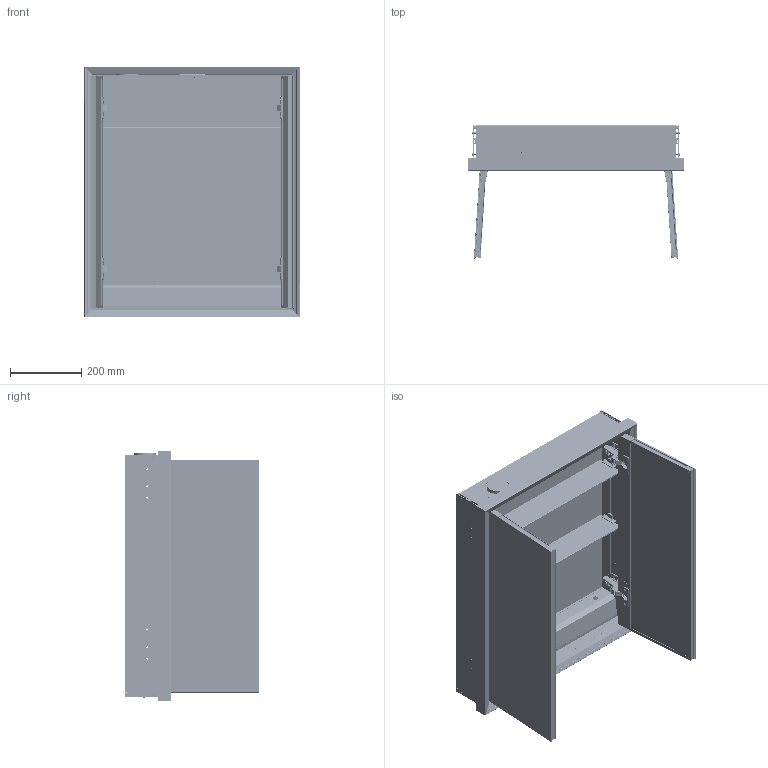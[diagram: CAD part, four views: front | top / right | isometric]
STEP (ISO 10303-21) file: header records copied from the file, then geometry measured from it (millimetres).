
FILE_DESCRIPTION((''),'2;1');
FILE_NAME('C18000200JTP_ASM_ASM','2025-07-25T18:21:40',('DRY1220'),(''),'CREO PARAMETRIC BY PTC INC, 2018400','CREO PARAMETRIC BY PTC INC, 2018400','');
FILE_SCHEMA(('CONFIG_CONTROL_DESIGN'));
Products named in the file (61): JTP-CS3-6060-01_4; JTP-CS3-6060-02_4; JTP-CS3-6060-03_4; JTP-CS3-6060-04_4; 2S0703A0010_4; 2P0004A0021_4; JTP-ZWBL-6060-01_4; FF-BOLIJIA-01__4; FF-BOLIJIA-02__4; FF-M4X8__4; FF-FANGXINGLUOMU__4; FF-YIZISULIAOLUOSI__4; JTP-ZWBL-6060_ASM_4_ASM; JTP-CS3-6060-09_4; JTP-CS3-6060_ASM_4_ASM; JTP--6060-L00_4; PC-606-0001_4; JTP--6060-000_4-65467; JTP--6060-R00_4; JTP--6060-000_4-69658; 00_4; PC-6060-0001_4; JTP--606000_ASM_4_ASM; _6060-0001_4; _6060-0002_4; JTP-B04-6060-01_4; JTP-B04-6060-02_4; 2S0003A0028_4; 2S0003A0030_4; 2S0003A0023_4; 2E0004C0009_4; 2E0024C0003_4; JTP-B04-6060_ASM_4_ASM; G-02_0_4; JIAOLIANJIZUO__0_4; G-04_0_4; G-03_0_4; G-05_0_4; 0002_4; _AF00001_ASM_4_ASM ...
Assembly tree (121 placements, depth 5):
  C18000200JTP_ASM_ASM
    C18000200JTP_ASM_4_ASM
      JTP-CS3-6060_ASM_4_ASM
        JTP-CS3-6060-01_4
        JTP-CS3-6060-02_4
        JTP-CS3-6060-03_4
        JTP-CS3-6060-04_4
        2S0703A0010_4  x8
        2P0004A0021_4  x4
        JTP-ZWBL-6060_ASM_4_ASM  x2
          JTP-ZWBL-6060-01_4
          FF-BOLIJIA-01__4
          FF-BOLIJIA-02__4
          FF-M4X8__4
          FF-FANGXINGLUOMU__4
          FF-YIZISULIAOLUOSI__4
        JTP-CS3-6060-09_4
      JTP--606000_ASM_4_ASM
        JTP--6060-L00_4
        PC-606-0001_4  x2
        JTP--6060-000_4-65467
        JTP--6060-R00_4
        JTP--6060-000_4-69658
        00_4  x4
        PC-6060-0001_4  x2
      _6060-0001_4  x2
      _6060-0002_4  x2
      JTP-B04-6060_ASM_4_ASM
        JTP-B04-6060-01_4
        JTP-B04-6060-02_4
        2S0003A0028_4  x2
        2S0003A0030_4  x3
        2S0003A0023_4  x2
        2E0004C0009_4
        2E0024C0003_4
      _AF00001_ASM_4_ASM
        G-02_0_4
        JIAOLIANJIZUO__0_4
        G-04_0_4
        G-03_0_4
        G-05_0_4
        0002_4
      _AF10001_ASM_4_ASM
        G-02_0_4
        JIAOLIANJIZUO__0_4
        G-04_0_4
        G-03_0_4
        G-05_0_4
        0002_4
      JTP-A3-6060-L_ASM_4_ASM
        JTP-A3-6060-01_4
        JTP-A3-6060-02_4  x2
        JTP-A3-6060-L-03_4
        2P0004C0008_4
        2P0004C0009_4
        2P0004C0021_4
        2P0004C0022_4
        JTP-A3-6060-00_4
        JTP-A3-6060-04_4
        2S0003A0028_4  x2
Bounding box: 604 x 375.3 x 704 mm (x, y, z)
Volume: 6320229.7 mm3; surface area: 5425481.5 mm2
Topology: 120 solids, 131 shells, 6970 faces, 19584 edges, 12787 vertices
Faces by surface type: plane 3239, cylinder 2710, torus 361, cone 346, bspline 178, sphere 130, extrusion 6
Entity records: 106514 total; most frequent: CARTESIAN_POINT 29121, ORIENTED_EDGE 16052, DIRECTION 16030, EDGE_CURVE 8058, AXIS2_PLACEMENT_3D 5647, VERTEX_POINT 5350, VECTOR 4736, LINE 4730
